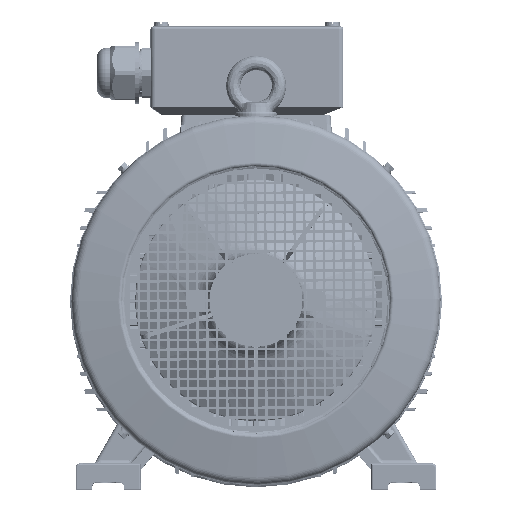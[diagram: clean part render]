
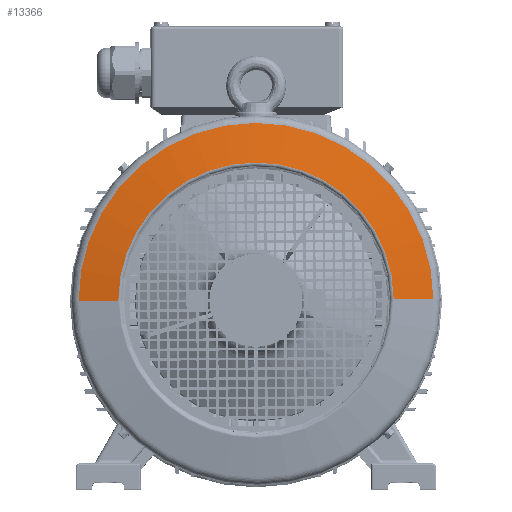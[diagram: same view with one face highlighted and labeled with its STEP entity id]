
A CAD part, top view. The second image highlights one B-rep face of the part: STEP entity #13366.
In plain terms, the highlighted conical face has half-angle 80 degrees and reference radius 148.079 mm.
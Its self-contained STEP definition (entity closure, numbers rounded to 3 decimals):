
#13366=ADVANCED_FACE('',(#20758),#17557,.T.);
#17557=CONICAL_SURFACE('',#145337,148.079,80.);
#20758=FACE_OUTER_BOUND('',#28743,.T.);
#28743=EDGE_LOOP('',(#80012,#80013,#80014,#80015));
#36900=LINE('',#248876,#47945);
#36901=LINE('',#248877,#47946);
#47945=VECTOR('',#168850,1.);
#47946=VECTOR('',#168851,1.);
#58758=CIRCLE('',#145333,190.65);
#58760=CIRCLE('',#145336,148.079);
#80012=ORIENTED_EDGE('',*,*,#125325,.F.);
#80013=ORIENTED_EDGE('',*,*,#125326,.T.);
#80014=ORIENTED_EDGE('',*,*,#125323,.T.);
#80015=ORIENTED_EDGE('',*,*,#125327,.F.);
#108883=VERTEX_POINT('',#248868);
#108884=VERTEX_POINT('',#248870);
#108885=VERTEX_POINT('',#248874);
#108886=VERTEX_POINT('',#248875);
#125323=EDGE_CURVE('',#108884,#108883,#58758,.T.);
#125325=EDGE_CURVE('',#108885,#108886,#58760,.T.);
#125326=EDGE_CURVE('',#108885,#108884,#36900,.T.);
#125327=EDGE_CURVE('',#108886,#108883,#36901,.T.);
#145333=AXIS2_PLACEMENT_3D('',#248869,#168842,#168843);
#145336=AXIS2_PLACEMENT_3D('',#248873,#168848,#168849);
#145337=AXIS2_PLACEMENT_3D('',#248878,#168852,#168853);
#168842=DIRECTION('',(0.,0.,1.));
#168843=DIRECTION('',(-1.,0.,0.));
#168848=DIRECTION('',(0.,0.,1.));
#168849=DIRECTION('',(1.,0.,0.));
#168850=DIRECTION('',(0.985,0.006,-0.174));
#168851=DIRECTION('',(-0.985,-0.006,-0.174));
#168852=DIRECTION('',(0.,0.,-1.));
#168853=DIRECTION('',(1.,0.006,0.));
#248868=CARTESIAN_POINT('',(-31.273,227.208,661.682));
#248869=CARTESIAN_POINT('',(159.373,228.4,661.682));
#248870=CARTESIAN_POINT('',(350.019,229.592,661.682));
#248873=CARTESIAN_POINT('',(159.373,228.4,669.188));
#248874=CARTESIAN_POINT('',(307.449,229.326,669.188));
#248875=CARTESIAN_POINT('',(11.296,227.474,669.188));
#248876=CARTESIAN_POINT('',(307.449,229.326,669.188));
#248877=CARTESIAN_POINT('',(11.296,227.474,669.188));
#248878=CARTESIAN_POINT('',(159.373,228.4,669.188));
